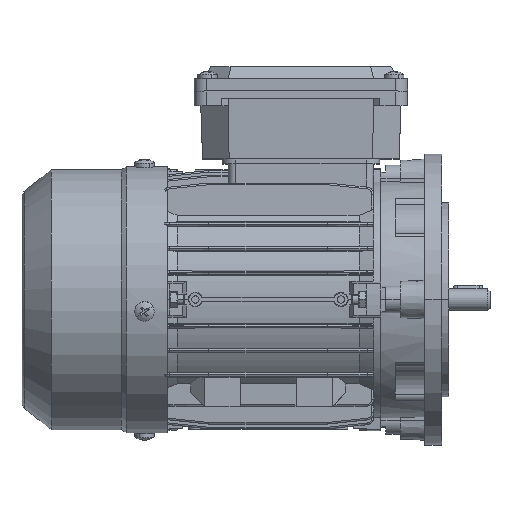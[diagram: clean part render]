
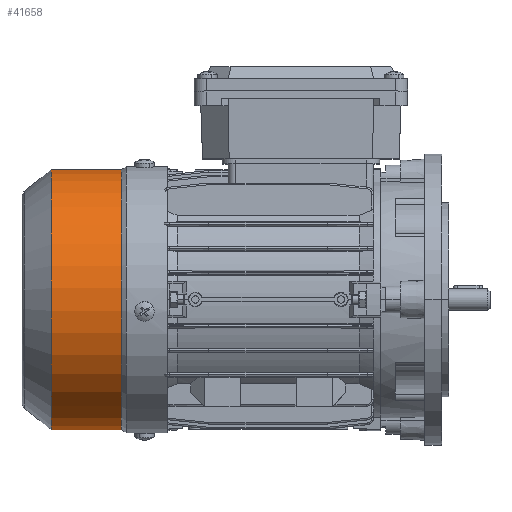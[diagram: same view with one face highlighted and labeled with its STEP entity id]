
A CAD part, top view. The second image highlights one B-rep face of the part: STEP entity #41658.
In plain terms, the highlighted cylindrical face has radius 53.8 mm (diameter 107.6 mm), a partial arc.
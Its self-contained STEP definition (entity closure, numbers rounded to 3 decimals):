
#21325 = LINE ( 'NONE', #21394, #21393 ) ;
#21326 = DIRECTION ( 'NONE',  ( -1., 0., 0. ) ) ;
#21327 = VECTOR ( 'NONE', #21326, 1000. ) ;
#21328 = CARTESIAN_POINT ( 'NONE',  ( 0., 0., -53.8 ) ) ;
#21329 = LINE ( 'NONE', #21328, #21327 ) ;
#21330 = CARTESIAN_POINT ( 'NONE',  ( 48., 0., -53.8 ) ) ;
#21331 = CARTESIAN_POINT ( 'NONE',  ( 48., 0., 53.8 ) ) ;
#21368 = CARTESIAN_POINT ( 'NONE',  ( 19., 0., -53.8 ) ) ;
#21369 = CARTESIAN_POINT ( 'NONE',  ( 19., 0., 53.8 ) ) ;
#21370 = DIRECTION ( 'NONE',  ( 0., 0., 1. ) ) ;
#21371 = DIRECTION ( 'NONE',  ( -1., 0., 0. ) ) ;
#21372 = CARTESIAN_POINT ( 'NONE',  ( 19., 0., 0. ) ) ;
#21373 = AXIS2_PLACEMENT_3D ( 'NONE', #21372, #21371, #21370 ) ;
#21374 = CIRCLE ( 'NONE', #21373, 53.8 ) ;
#21392 = DIRECTION ( 'NONE',  ( -1., 0., 0. ) ) ;
#21393 = VECTOR ( 'NONE', #21392, 1000. ) ;
#21394 = CARTESIAN_POINT ( 'NONE',  ( 0., 0., 53.8 ) ) ;
#21428 = DIRECTION ( 'NONE',  ( 0., 0., 1. ) ) ;
#21429 = DIRECTION ( 'NONE',  ( -1., 0., 0. ) ) ;
#21430 = CARTESIAN_POINT ( 'NONE',  ( 48., 0., 0. ) ) ;
#21431 = AXIS2_PLACEMENT_3D ( 'NONE', #21430, #21429, #21428 ) ;
#21432 = DIRECTION ( 'NONE',  ( 0., 0., 1. ) ) ;
#21433 = DIRECTION ( 'NONE',  ( -1., 0., 0. ) ) ;
#21434 = CARTESIAN_POINT ( 'NONE',  ( 0., 0., 0. ) ) ;
#21435 = AXIS2_PLACEMENT_3D ( 'NONE', #21434, #21433, #21432 ) ;
#21436 = CYLINDRICAL_SURFACE ( 'NONE', #21435, 53.8 ) ;
#21437 = CIRCLE ( 'NONE', #21431, 53.8 ) ;
#21438 = FACE_OUTER_BOUND ( 'NONE', #41659, .T. ) ;
#41633 = VERTEX_POINT ( 'NONE', #21331 ) ;
#41634 = VERTEX_POINT ( 'NONE', #21330 ) ;
#41635 = ORIENTED_EDGE ( 'NONE', *, *, #41636, .T. ) ;
#41636 = EDGE_CURVE ( 'NONE', #41634, #41652, #21329, .T. ) ;
#41637 = ORIENTED_EDGE ( 'NONE', *, *, #41650, .F. ) ;
#41638 = ORIENTED_EDGE ( 'NONE', *, *, #41639, .F. ) ;
#41639 = EDGE_CURVE ( 'NONE', #41633, #41651, #21325, .T. ) ;
#41650 = EDGE_CURVE ( 'NONE', #41651, #41652, #21374, .T. ) ;
#41651 = VERTEX_POINT ( 'NONE', #21369 ) ;
#41652 = VERTEX_POINT ( 'NONE', #21368 ) ;
#41658 = ADVANCED_FACE ( 'NONE', ( #21438 ), #21436, .T. ) ;
#41659 = EDGE_LOOP ( 'NONE', ( #41660, #41635, #41637, #41638 ) ) ;
#41660 = ORIENTED_EDGE ( 'NONE', *, *, #41661, .T. ) ;
#41661 = EDGE_CURVE ( 'NONE', #41633, #41634, #21437, .T. ) ;
